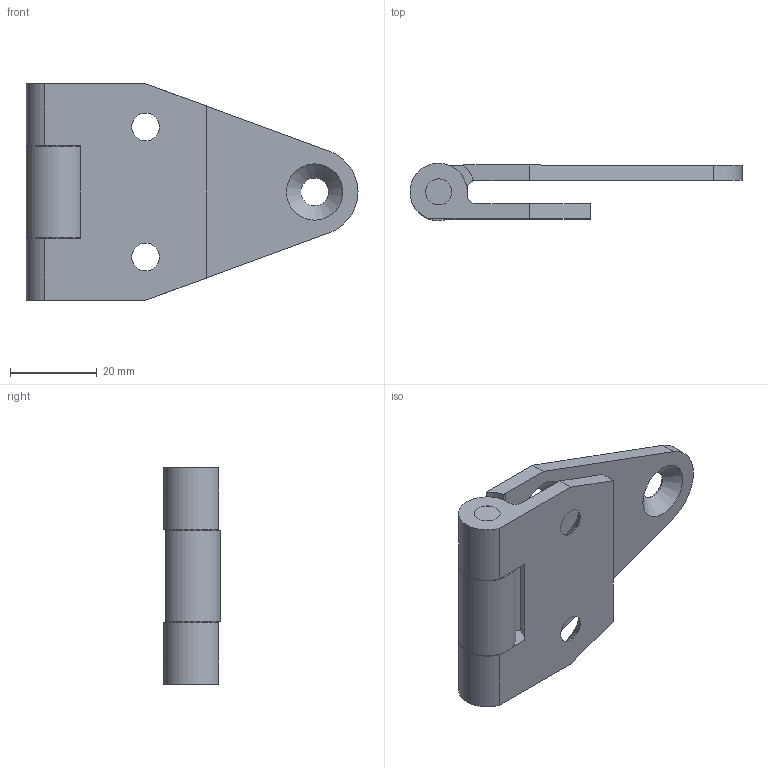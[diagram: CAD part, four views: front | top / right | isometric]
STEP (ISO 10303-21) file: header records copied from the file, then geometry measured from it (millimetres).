
FILE_DESCRIPTION( ( 'STEP AP214' ), '1' );
FILE_NAME( 'K1141.067035500.stp', '2020-12-10T10:23:43', ( '' ), ( '' ), ' ', 'PARTsolutions', ' ' );
FILE_SCHEMA( ( 'AUTOMOTIVE_DESIGN { 1 0 10303 214 1 1 1 1 }' ) );
Length unit declared in the file: millimetre
Products named in the file (1): _K1141.067035500
Bounding box: 76.6 x 13.18 x 50 mm (x, y, z)
Volume: 18414.4 mm3; surface area: 10889.4 mm2
Topology: 1 solids, 1 shells, 43 faces, 107 edges, 70 vertices
Faces by surface type: plane 19, cylinder 19, cone 5
Full cylindrical faces by diameter (mm): 6 x4, 6.4 x5
Entity records: 1599 total; most frequent: DIRECTION 225, CARTESIAN_POINT 205, ORIENTED_EDGE 184, EDGE_CURVE 92, AXIS2_PLACEMENT_3D 89, EDGE_LOOP 73, VERTEX_POINT 69, FACE_OUTER_BOUND 52
